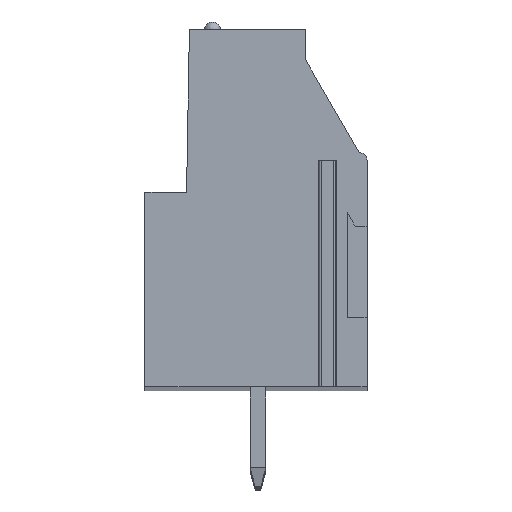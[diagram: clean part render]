
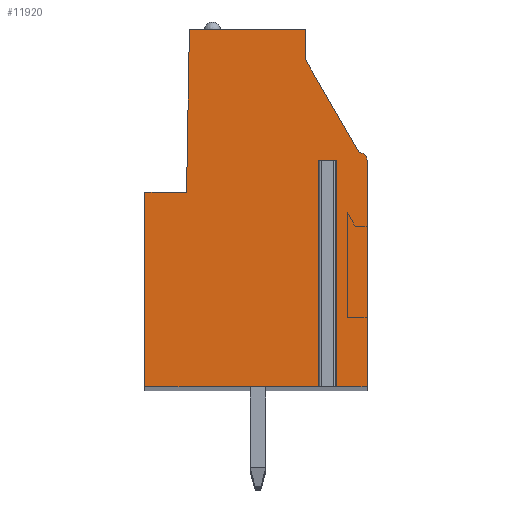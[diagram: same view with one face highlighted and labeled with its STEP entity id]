
A CAD part, top view. The second image highlights one B-rep face of the part: STEP entity #11920.
In plain terms, the highlighted planar face has unit normal (0, 0, 1).
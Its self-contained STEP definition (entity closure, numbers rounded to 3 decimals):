
#1328=DIRECTION('',(1.,0.,0.));
#1329=VECTOR('',#1328,0.5);
#1330=CARTESIAN_POINT('',(3.347,2.4,2.54));
#1331=LINE('',#1330,#1329);
#1332=DIRECTION('',(0.,1.,0.));
#1333=VECTOR('',#1332,11.4);
#1334=CARTESIAN_POINT('',(3.347,-9.,2.54));
#1335=LINE('',#1334,#1333);
#1336=DIRECTION('',(1.,0.,0.));
#1337=VECTOR('',#1336,8.95);
#1338=CARTESIAN_POINT('',(-5.603,-9.,2.54));
#1339=LINE('',#1338,#1337);
#1340=DIRECTION('',(0.,-1.,0.));
#1341=VECTOR('',#1340,9.8);
#1342=CARTESIAN_POINT('',(-5.603,0.8,2.54));
#1343=LINE('',#1342,#1341);
#1344=DIRECTION('',(-1.,0.,0.));
#1345=VECTOR('',#1344,2.1);
#1346=CARTESIAN_POINT('',(-3.503,0.8,2.54));
#1347=LINE('',#1346,#1345);
#1348=DIRECTION('',(-0.017,-1.,0.));
#1349=VECTOR('',#1348,8.201);
#1350=CARTESIAN_POINT('',(-3.36,9.,2.54));
#1351=LINE('',#1350,#1349);
#1352=DIRECTION('',(-1.,0.,0.));
#1353=VECTOR('',#1352,5.86);
#1354=CARTESIAN_POINT('',(2.5,9.,2.54));
#1355=LINE('',#1354,#1353);
#1356=DIRECTION('',(0.,1.,0.));
#1357=VECTOR('',#1356,1.523);
#1358=CARTESIAN_POINT('',(2.5,7.477,2.54));
#1359=LINE('',#1358,#1357);
#1360=DIRECTION('',(-0.5,0.866,0.));
#1361=VECTOR('',#1360,5.394);
#1362=CARTESIAN_POINT('',(5.197,2.805,2.54));
#1363=LINE('',#1362,#1361);
#1364=CARTESIAN_POINT('',(5.197,2.405,2.54));
#1365=DIRECTION('',(0.,0.,1.));
#1366=DIRECTION('',(1.,0.,0.));
#1367=AXIS2_PLACEMENT_3D('',#1364,#1365,#1366);
#1369=DIRECTION('',(0.,1.,0.));
#1370=VECTOR('',#1369,11.405);
#1371=CARTESIAN_POINT('',(5.597,-9.,2.54));
#1372=LINE('',#1371,#1370);
#1373=DIRECTION('',(1.,0.,0.));
#1374=VECTOR('',#1373,1.75);
#1375=CARTESIAN_POINT('',(3.847,-9.,2.54));
#1376=LINE('',#1375,#1374);
#1377=DIRECTION('',(0.,1.,0.));
#1378=VECTOR('',#1377,11.4);
#1379=CARTESIAN_POINT('',(3.847,-9.,2.54));
#1380=LINE('',#1379,#1378);
#8659=CARTESIAN_POINT('',(5.597,-9.,2.54));
#8660=CARTESIAN_POINT('',(5.597,2.405,2.54));
#8661=VERTEX_POINT('',#8659);
#8662=VERTEX_POINT('',#8660);
#8663=CARTESIAN_POINT('',(5.197,2.805,2.54));
#8664=VERTEX_POINT('',#8663);
#8665=CARTESIAN_POINT('',(2.5,7.477,2.54));
#8666=VERTEX_POINT('',#8665);
#8667=CARTESIAN_POINT('',(2.5,9.,2.54));
#8668=VERTEX_POINT('',#8667);
#8669=CARTESIAN_POINT('',(-3.36,9.,2.54));
#8670=VERTEX_POINT('',#8669);
#8671=CARTESIAN_POINT('',(-3.503,0.8,2.54));
#8672=VERTEX_POINT('',#8671);
#8673=CARTESIAN_POINT('',(-5.603,0.8,2.54));
#8674=VERTEX_POINT('',#8673);
#8675=CARTESIAN_POINT('',(-5.603,-9.,2.54));
#8676=VERTEX_POINT('',#8675);
#8713=CARTESIAN_POINT('',(3.347,2.4,2.54));
#8714=CARTESIAN_POINT('',(3.847,2.4,2.54));
#8715=VERTEX_POINT('',#8713);
#8716=VERTEX_POINT('',#8714);
#8717=CARTESIAN_POINT('',(3.347,-9.,2.54));
#8718=VERTEX_POINT('',#8717);
#8719=CARTESIAN_POINT('',(3.847,-9.,2.54));
#8720=VERTEX_POINT('',#8719);
#11897=CARTESIAN_POINT('',(0.,0.,2.54));
#11898=DIRECTION('',(0.,0.,1.));
#11899=DIRECTION('',(1.,0.,0.));
#11900=AXIS2_PLACEMENT_3D('',#11897,#11898,#11899);
#11901=PLANE('',#11900);
#11903=ORIENTED_EDGE('',*,*,#11902,.F.);
#11905=ORIENTED_EDGE('',*,*,#11904,.F.);
#11906=ORIENTED_EDGE('',*,*,#10991,.F.);
#11907=ORIENTED_EDGE('',*,*,#11336,.F.);
#11908=ORIENTED_EDGE('',*,*,#11350,.F.);
#11909=ORIENTED_EDGE('',*,*,#11364,.F.);
#11910=ORIENTED_EDGE('',*,*,#11378,.F.);
#11911=ORIENTED_EDGE('',*,*,#11620,.F.);
#11912=ORIENTED_EDGE('',*,*,#11634,.F.);
#11913=ORIENTED_EDGE('',*,*,#11648,.F.);
#11914=ORIENTED_EDGE('',*,*,#11661,.F.);
#11915=ORIENTED_EDGE('',*,*,#11003,.F.);
#11917=ORIENTED_EDGE('',*,*,#11916,.T.);
#11918=EDGE_LOOP('',(#11903,#11905,#11906,#11907,#11908,#11909,#11910,#11911,
#11912,#11913,#11914,#11915,#11917));
#11919=FACE_OUTER_BOUND('',#11918,.F.);
#1368=CIRCLE('',#1367,0.4);
#10991=EDGE_CURVE('',#8676,#8718,#1339,.T.);
#11003=EDGE_CURVE('',#8720,#8661,#1376,.T.);
#11336=EDGE_CURVE('',#8674,#8676,#1343,.T.);
#11350=EDGE_CURVE('',#8672,#8674,#1347,.T.);
#11364=EDGE_CURVE('',#8670,#8672,#1351,.T.);
#11378=EDGE_CURVE('',#8668,#8670,#1355,.T.);
#11620=EDGE_CURVE('',#8666,#8668,#1359,.T.);
#11634=EDGE_CURVE('',#8664,#8666,#1363,.T.);
#11648=EDGE_CURVE('',#8662,#8664,#1368,.T.);
#11661=EDGE_CURVE('',#8661,#8662,#1372,.T.);
#11902=EDGE_CURVE('',#8715,#8716,#1331,.T.);
#11904=EDGE_CURVE('',#8718,#8715,#1335,.T.);
#11916=EDGE_CURVE('',#8720,#8716,#1380,.T.);
#11920=ADVANCED_FACE('',(#11919),#11901,.T.);
